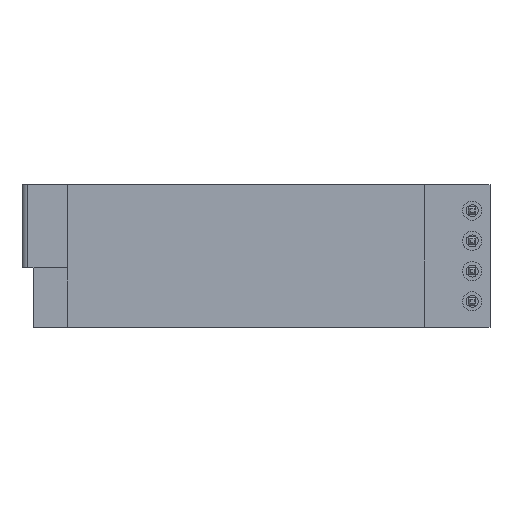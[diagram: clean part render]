
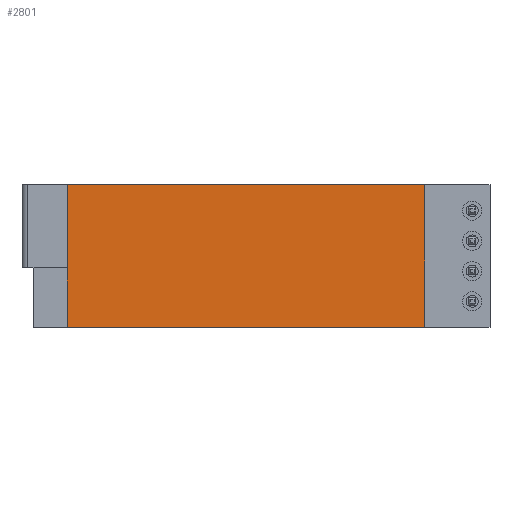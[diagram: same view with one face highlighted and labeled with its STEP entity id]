
A CAD part, top view. The second image highlights one B-rep face of the part: STEP entity #2801.
In plain terms, the highlighted planar face has unit normal (0, 0, 1).
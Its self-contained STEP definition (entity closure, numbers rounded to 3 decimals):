
#2422 = VERTEX_POINT('',#2423);
#2423 = CARTESIAN_POINT('',(-4.,-9.8,5.2));
#2429 = EDGE_CURVE('',#2422,#2430,#2432,.T.);
#2430 = VERTEX_POINT('',#2431);
#2431 = CARTESIAN_POINT('',(-34.,-9.8,5.2));
#2432 = LINE('',#2433,#2434);
#2433 = CARTESIAN_POINT('',(-4.,-9.8,5.2));
#2434 = VECTOR('',#2435,1.);
#2435 = DIRECTION('',(-1.,0.,0.));
#2477 = VERTEX_POINT('',#2478);
#2478 = CARTESIAN_POINT('',(-4.,2.2,5.2));
#2484 = EDGE_CURVE('',#2477,#2485,#2487,.T.);
#2485 = VERTEX_POINT('',#2486);
#2486 = CARTESIAN_POINT('',(-34.,2.2,5.2));
#2487 = LINE('',#2488,#2489);
#2488 = CARTESIAN_POINT('',(-4.,2.2,5.2));
#2489 = VECTOR('',#2490,1.);
#2490 = DIRECTION('',(-1.,0.,0.));
#2667 = EDGE_CURVE('',#2477,#2422,#2668,.T.);
#2668 = LINE('',#2669,#2670);
#2669 = CARTESIAN_POINT('',(-4.,2.2,5.2));
#2670 = VECTOR('',#2671,1.);
#2671 = DIRECTION('',(0.,-1.,0.));
#2782 = VERTEX_POINT('',#2783);
#2783 = CARTESIAN_POINT('',(-34.,-4.8,5.2));
#2791 = EDGE_CURVE('',#2782,#2430,#2792,.T.);
#2792 = LINE('',#2793,#2794);
#2793 = CARTESIAN_POINT('',(-34.,2.2,5.2));
#2794 = VECTOR('',#2795,1.);
#2795 = DIRECTION('',(0.,-1.,0.));
#2801 = ADVANCED_FACE('',(#2802),#2814,.T.);
#2802 = FACE_BOUND('',#2803,.T.);
#2803 = EDGE_LOOP('',(#2804,#2805,#2806,#2812,#2813));
#2804 = ORIENTED_EDGE('',*,*,#2667,.F.);
#2805 = ORIENTED_EDGE('',*,*,#2484,.T.);
#2806 = ORIENTED_EDGE('',*,*,#2807,.T.);
#2807 = EDGE_CURVE('',#2485,#2782,#2808,.T.);
#2808 = LINE('',#2809,#2810);
#2809 = CARTESIAN_POINT('',(-34.,2.2,5.2));
#2810 = VECTOR('',#2811,1.);
#2811 = DIRECTION('',(0.,-1.,0.));
#2812 = ORIENTED_EDGE('',*,*,#2791,.T.);
#2813 = ORIENTED_EDGE('',*,*,#2429,.F.);
#2814 = PLANE('',#2815);
#2815 = AXIS2_PLACEMENT_3D('',#2816,#2817,#2818);
#2816 = CARTESIAN_POINT('',(-4.,2.2,5.2));
#2817 = DIRECTION('',(0.,0.,1.));
#2818 = DIRECTION('',(-1.,0.,0.));
